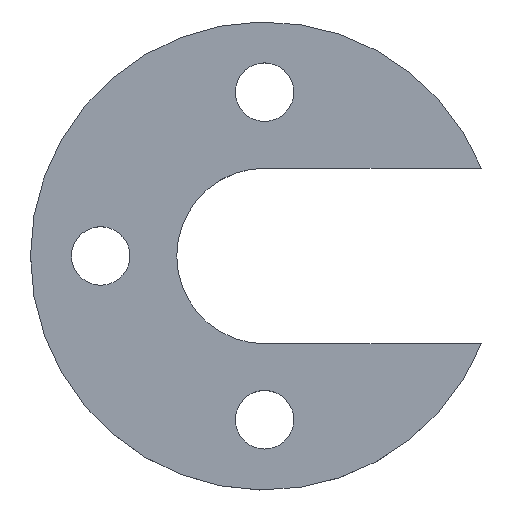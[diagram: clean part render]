
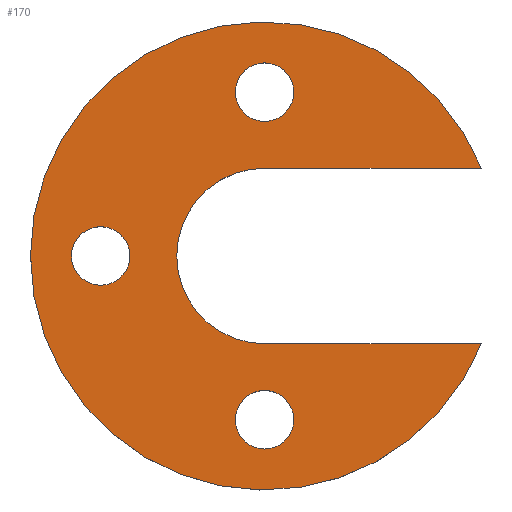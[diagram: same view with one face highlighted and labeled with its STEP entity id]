
A CAD part, top view. The second image highlights one B-rep face of the part: STEP entity #170.
In plain terms, the highlighted planar face has unit normal (0, 0, 1).
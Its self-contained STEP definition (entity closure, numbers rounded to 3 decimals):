
#15=FACE_BOUND('',#42,.T.);
#16=FACE_BOUND('',#43,.T.);
#17=FACE_BOUND('',#44,.T.);
#23=PLANE('',#203);
#32=FACE_OUTER_BOUND('',#41,.T.);
#41=EDGE_LOOP('',(#144,#145,#146,#147));
#42=EDGE_LOOP('',(#148));
#43=EDGE_LOOP('',(#149));
#44=EDGE_LOOP('',(#150));
#55=LINE('',#288,#66);
#59=LINE('',#298,#70);
#66=VECTOR('',#239,10.);
#70=VECTOR('',#251,10.);
#71=CIRCLE('',#187,5.);
#73=CIRCLE('',#190,5.);
#75=CIRCLE('',#193,5.);
#78=CIRCLE('',#197,15.);
#80=CIRCLE('',#201,40.);
#81=VERTEX_POINT('',#258);
#83=VERTEX_POINT('',#264);
#85=VERTEX_POINT('',#270);
#89=VERTEX_POINT('',#279);
#90=VERTEX_POINT('',#281);
#92=VERTEX_POINT('',#287);
#94=VERTEX_POINT('',#293);
#95=EDGE_CURVE('',#81,#81,#71,.T.);
#98=EDGE_CURVE('',#83,#83,#73,.T.);
#101=EDGE_CURVE('',#85,#85,#75,.T.);
#106=EDGE_CURVE('',#90,#89,#78,.T.);
#109=EDGE_CURVE('',#92,#90,#55,.T.);
#112=EDGE_CURVE('',#94,#92,#80,.T.);
#115=EDGE_CURVE('',#89,#94,#59,.T.);
#144=ORIENTED_EDGE('',*,*,#115,.T.);
#145=ORIENTED_EDGE('',*,*,#112,.T.);
#146=ORIENTED_EDGE('',*,*,#109,.T.);
#147=ORIENTED_EDGE('',*,*,#106,.T.);
#148=ORIENTED_EDGE('',*,*,#101,.T.);
#149=ORIENTED_EDGE('',*,*,#98,.T.);
#150=ORIENTED_EDGE('',*,*,#95,.T.);
#170=ADVANCED_FACE('',(#32,#15,#16,#17),#23,.T.);
#187=AXIS2_PLACEMENT_3D('',#259,#209,#210);
#190=AXIS2_PLACEMENT_3D('',#265,#216,#217);
#193=AXIS2_PLACEMENT_3D('',#271,#223,#224);
#197=AXIS2_PLACEMENT_3D('',#282,#233,#234);
#201=AXIS2_PLACEMENT_3D('',#294,#245,#246);
#203=AXIS2_PLACEMENT_3D('',#299,#252,#253);
#209=DIRECTION('center_axis',(0.,0.,-1.));
#210=DIRECTION('ref_axis',(1.,0.,0.));
#216=DIRECTION('center_axis',(0.,0.,-1.));
#217=DIRECTION('ref_axis',(1.,0.,0.));
#223=DIRECTION('center_axis',(0.,0.,-1.));
#224=DIRECTION('ref_axis',(1.,0.,0.));
#233=DIRECTION('center_axis',(0.,0.,-1.));
#234=DIRECTION('ref_axis',(0.,1.,0.));
#239=DIRECTION('',(-1.,0.,0.));
#245=DIRECTION('center_axis',(0.,0.,1.));
#246=DIRECTION('ref_axis',(0.927,0.375,0.));
#251=DIRECTION('',(1.,0.,0.));
#252=DIRECTION('center_axis',(0.,0.,1.));
#253=DIRECTION('ref_axis',(1.,0.,0.));
#258=CARTESIAN_POINT('',(-5.,28.,5.));
#259=CARTESIAN_POINT('Origin',(0.,28.,5.));
#264=CARTESIAN_POINT('',(-5.,-28.,5.));
#265=CARTESIAN_POINT('Origin',(0.,-28.,5.));
#270=CARTESIAN_POINT('',(-33.,0.,5.));
#271=CARTESIAN_POINT('Origin',(-28.,0.,5.));
#279=CARTESIAN_POINT('',(0.,15.,5.));
#281=CARTESIAN_POINT('',(0.,-15.,5.));
#282=CARTESIAN_POINT('Origin',(0.,0.,5.));
#287=CARTESIAN_POINT('',(37.081,-15.,5.));
#288=CARTESIAN_POINT('',(0.,-15.,5.));
#293=CARTESIAN_POINT('',(37.081,15.,5.));
#294=CARTESIAN_POINT('Origin',(0.,0.,5.));
#298=CARTESIAN_POINT('',(0.,15.,5.));
#299=CARTESIAN_POINT('Origin',(-1.46,0.,5.));
